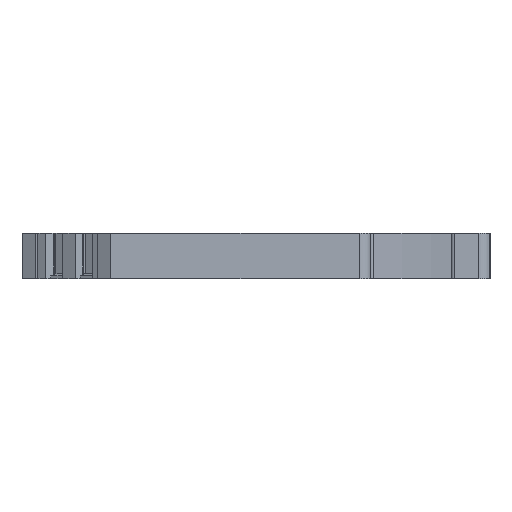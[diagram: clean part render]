
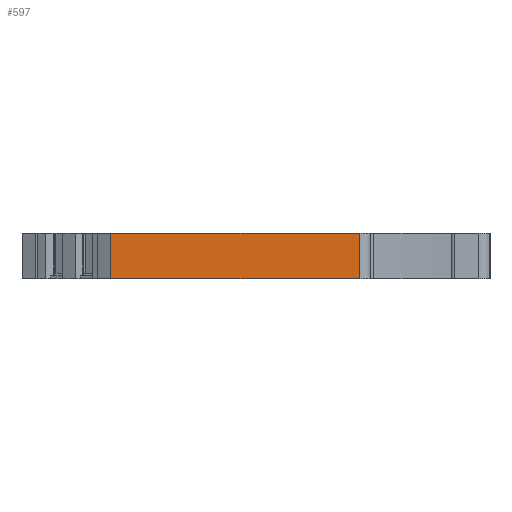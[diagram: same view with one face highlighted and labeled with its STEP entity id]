
A CAD part, left-side view. The second image highlights one B-rep face of the part: STEP entity #597.
In plain terms, the highlighted planar face has unit normal (-1, 0, 0).
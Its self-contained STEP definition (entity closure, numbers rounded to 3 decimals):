
#597=ADVANCED_FACE('',(#1361),#1036,.T.);
#1036=PLANE('',#9406);
#1361=FACE_OUTER_BOUND('',#1843,.T.);
#1843=EDGE_LOOP('',(#3103,#3104,#3105,#3106));
#3103=ORIENTED_EDGE('',*,*,#6481,.T.);
#3104=ORIENTED_EDGE('',*,*,#6482,.F.);
#3105=ORIENTED_EDGE('',*,*,#6252,.F.);
#3106=ORIENTED_EDGE('',*,*,#6483,.F.);
#5363=VERTEX_POINT('',#13136);
#5364=VERTEX_POINT('',#13138);
#5527=VERTEX_POINT('',#13596);
#5528=VERTEX_POINT('',#13597);
#6252=EDGE_CURVE('',#5363,#5364,#7490,.T.);
#6481=EDGE_CURVE('',#5527,#5528,#7651,.T.);
#6482=EDGE_CURVE('',#5364,#5528,#7652,.T.);
#6483=EDGE_CURVE('',#5527,#5363,#7653,.T.);
#7490=LINE('',#13137,#8376);
#7651=LINE('',#13595,#8537);
#7652=LINE('',#13598,#8538);
#7653=LINE('',#13599,#8539);
#8376=VECTOR('',#10211,1.);
#8537=VECTOR('',#10640,1.);
#8538=VECTOR('',#10641,1.);
#8539=VECTOR('',#10642,1.);
#9406=AXIS2_PLACEMENT_3D('',#13600,#10643,#10644);
#10211=DIRECTION('',(0.,1.,0.));
#10640=DIRECTION('',(0.,1.,0.));
#10641=DIRECTION('',(0.,0.,1.));
#10642=DIRECTION('',(0.,0.,-1.));
#10643=DIRECTION('',(-1.,0.,0.));
#10644=DIRECTION('',(0.,0.,1.));
#13136=CARTESIAN_POINT('',(-36.1,-10.5,-2.45));
#13137=CARTESIAN_POINT('',(-36.1,-10.5,-2.45));
#13138=CARTESIAN_POINT('',(-36.1,12.,-2.45));
#13595=CARTESIAN_POINT('',(-36.1,-10.5,1.65));
#13596=CARTESIAN_POINT('',(-36.1,-10.5,1.65));
#13597=CARTESIAN_POINT('',(-36.1,12.,1.65));
#13598=CARTESIAN_POINT('',(-36.1,12.,-2.45));
#13599=CARTESIAN_POINT('',(-36.1,-10.5,1.65));
#13600=CARTESIAN_POINT('',(-36.1,20.,-2.45));
